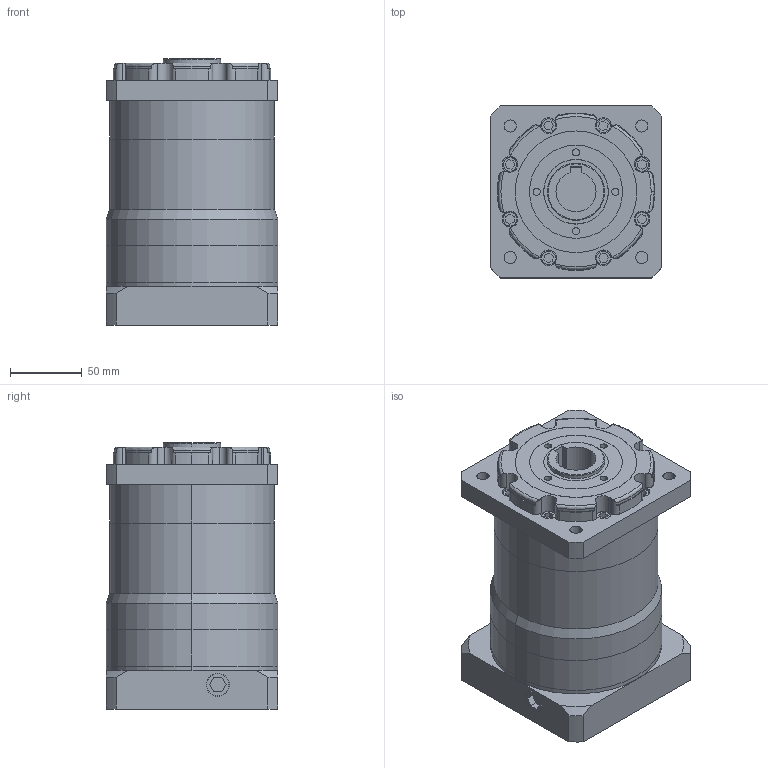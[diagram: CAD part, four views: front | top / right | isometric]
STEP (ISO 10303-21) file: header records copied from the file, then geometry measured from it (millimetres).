
FILE_DESCRIPTION (( 'STEP AP214' ), '1' );
FILE_NAME ('VGK115双级模型（19-35 70-3 4-5.5-90）.STEP', '2018-11-17T01:59:33', ( 'Windows' ), ( 'Microsoft' ), 'SwSTEP 2.0', 'SolidWorks 2016', '' );
FILE_SCHEMA (( 'AUTOMOTIVE_DESIGN' ));
Length unit declared in the file: millimetre
Products named in the file (1): VGK115双级模型（19-35 70-3 4-5.5-90）
Bounding box: 120 x 120 x 186 mm (x, y, z)
Volume: 1948996.6 mm3; surface area: 210697.7 mm2
Topology: 5 solids, 5 shells, 376 faces, 933 edges, 611 vertices
Faces by surface type: plane 185, cylinder 166, cone 14, torus 11
Entity records: 11716 total; most frequent: CARTESIAN_POINT 2203, DIRECTION 2043, ORIENTED_EDGE 1850, EDGE_CURVE 925, AXIS2_PLACEMENT_3D 767, VERTEX_POINT 611, VECTOR 509, LINE 509
